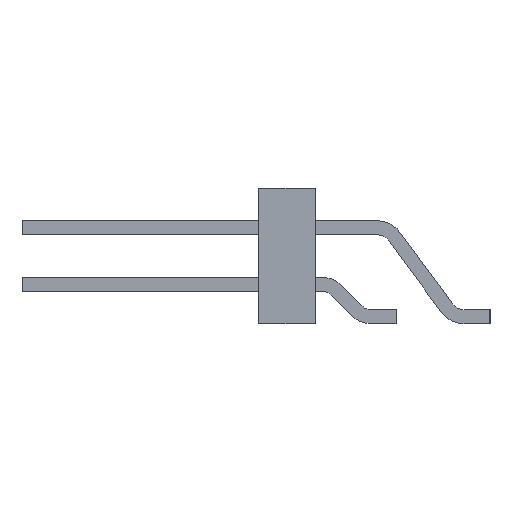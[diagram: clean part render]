
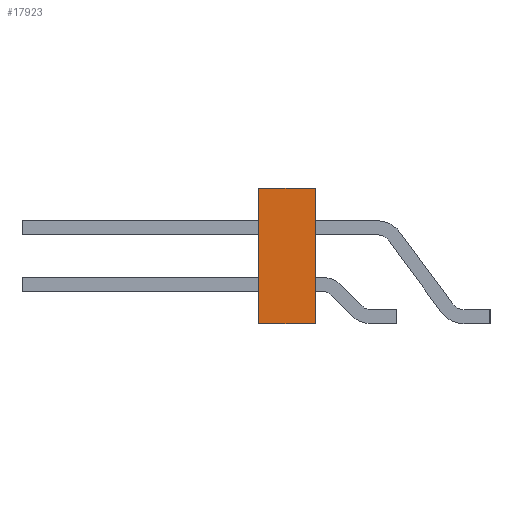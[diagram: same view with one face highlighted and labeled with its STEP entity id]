
A CAD part, left-side view. The second image highlights one B-rep face of the part: STEP entity #17923.
In plain terms, the highlighted face is planar.
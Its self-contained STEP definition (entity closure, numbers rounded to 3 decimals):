
#2098 = VERTEX_POINT('',#2099);
#2099 = CARTESIAN_POINT('',(17.78,3.048,1.27));
#2105 = EDGE_CURVE('',#2098,#2106,#2108,.T.);
#2106 = VERTEX_POINT('',#2107);
#2107 = CARTESIAN_POINT('',(17.78,3.048,-1.27));
#2108 = LINE('',#2109,#2110);
#2109 = CARTESIAN_POINT('',(17.78,3.048,1.27));
#2110 = VECTOR('',#2111,1.);
#2111 = DIRECTION('',(0.,0.,-1.));
#7744 = VERTEX_POINT('',#7745);
#7745 = CARTESIAN_POINT('',(17.78,-3.048,-1.27));
#7751 = EDGE_CURVE('',#7752,#7744,#7754,.T.);
#7752 = VERTEX_POINT('',#7753);
#7753 = CARTESIAN_POINT('',(17.78,-3.048,1.27));
#7754 = LINE('',#7755,#7756);
#7755 = CARTESIAN_POINT('',(17.78,-3.048,1.27));
#7756 = VECTOR('',#7757,1.);
#7757 = DIRECTION('',(0.,0.,-1.));
#13657 = EDGE_CURVE('',#7752,#2098,#13658,.T.);
#13658 = LINE('',#13659,#13660);
#13659 = CARTESIAN_POINT('',(17.78,-3.048,1.27));
#13660 = VECTOR('',#13661,1.);
#13661 = DIRECTION('',(0.,1.,0.));
#15996 = EDGE_CURVE('',#7744,#2106,#15997,.T.);
#15997 = LINE('',#15998,#15999);
#15998 = CARTESIAN_POINT('',(17.78,-3.048,-1.27));
#15999 = VECTOR('',#16000,1.);
#16000 = DIRECTION('',(0.,1.,0.));
#17923 = ADVANCED_FACE('',(#17924),#17930,.F.);
#17924 = FACE_BOUND('',#17925,.T.);
#17925 = EDGE_LOOP('',(#17926,#17927,#17928,#17929));
#17926 = ORIENTED_EDGE('',*,*,#15996,.T.);
#17927 = ORIENTED_EDGE('',*,*,#2105,.F.);
#17928 = ORIENTED_EDGE('',*,*,#13657,.F.);
#17929 = ORIENTED_EDGE('',*,*,#7751,.T.);
#17930 = PLANE('',#17931);
#17931 = AXIS2_PLACEMENT_3D('',#17932,#17933,#17934);
#17932 = CARTESIAN_POINT('',(17.78,-3.048,1.27));
#17933 = DIRECTION('',(-1.,0.,0.));
#17934 = DIRECTION('',(0.,0.,1.));
